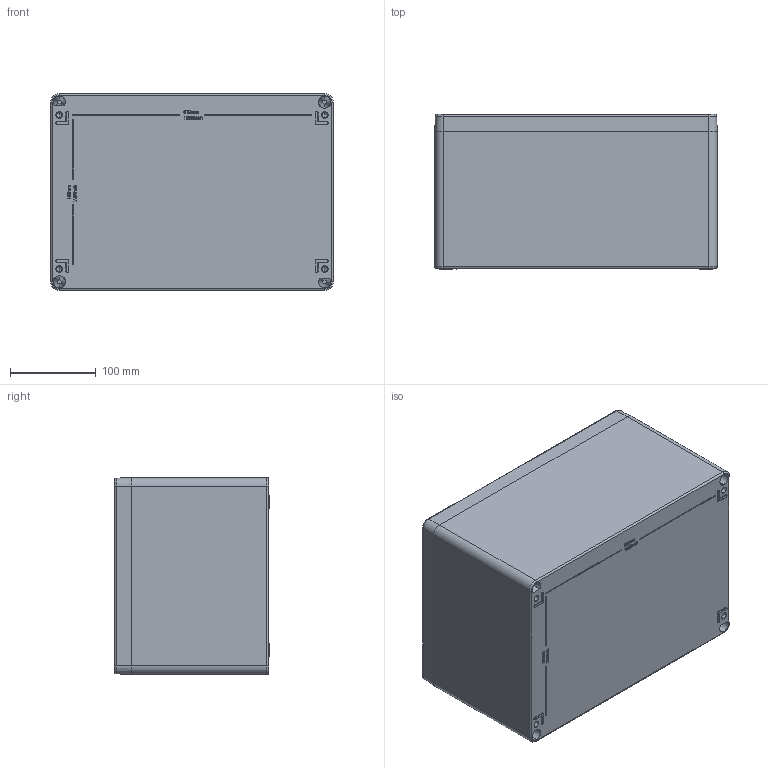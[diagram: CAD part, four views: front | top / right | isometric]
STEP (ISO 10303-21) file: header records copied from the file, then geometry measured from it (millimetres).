
FILE_DESCRIPTION (( 'STEP AP214' ), '1' );
FILE_NAME ('4019.0_CA_330_180.STEP', '2009-03-11T07:29:26', ( ' ' ), ( '' ), 'SwSTEP 2.0', 'SolidWorks 2008', '' );
FILE_SCHEMA (( 'AUTOMOTIVE_DESIGN' ));
Length unit declared in the file: millimetre
Products named in the file (5): 93134_Standard; 82009_Standard; 4019.0_CA_330_180; 02062_Standard; 03621_Standard
Assembly tree (7 placements, depth 2):
  4019.0_CA_330_180
    93134_Standard  x4
    03621_Standard
    82009_Standard
    02062_Standard
Bounding box: 330 x 181 x 230 mm (x, y, z)
Volume: 2081931.8 mm3; surface area: 730524.2 mm2
Topology: 7 solids, 7 shells, 1386 faces, 3323 edges, 2028 vertices
Faces by surface type: plane 410, bspline 348, cylinder 246, torus 192, cone 183, sphere 7
Entity records: 58878 total; most frequent: CARTESIAN_POINT 31186, ORIENTED_EDGE 6152, DIRECTION 5045, EDGE_CURVE 3076, AXIS2_PLACEMENT_3D 1928, VERTEX_POINT 1878, EDGE_LOOP 1404, ADVANCED_FACE 1293
